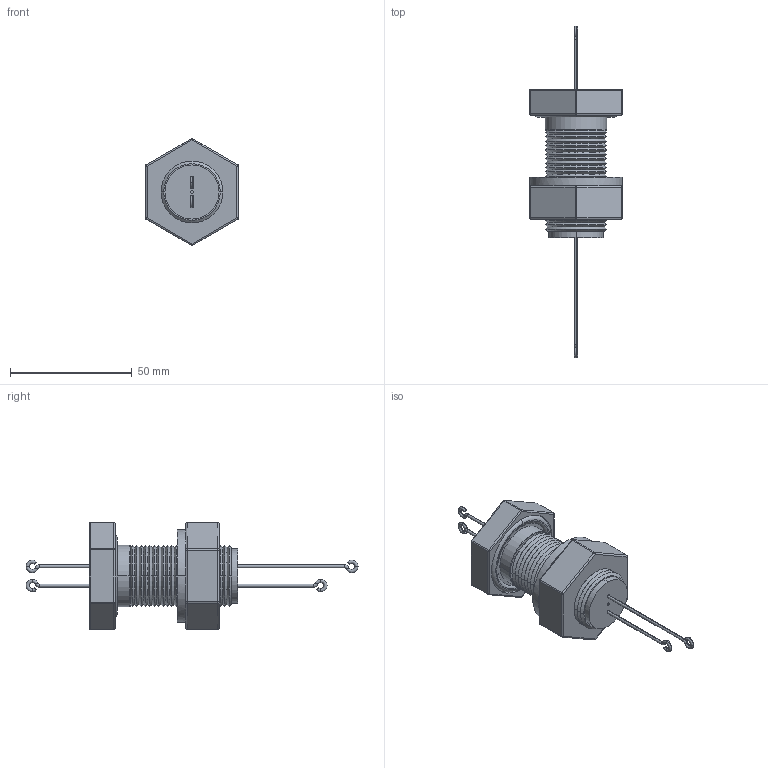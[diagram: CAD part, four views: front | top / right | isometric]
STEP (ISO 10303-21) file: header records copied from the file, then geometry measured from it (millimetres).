
FILE_DESCRIPTION (( 'STEP AP203' ), '1' );
FILE_NAME ('A0419-1-BP.STEP', '2013-04-09T11:23:18', ( '' ), ( '' ), 'SwSTEP 2.0', 'SolidWorks 2012', '' );
FILE_SCHEMA (( 'CONFIG_CONTROL_DESIGN' ));
Length unit declared in the file: inch
Products named in the file (1): A0419-1-BP
Bounding box: 38.1 x 136.15 x 43.84 mm (x, y, z)
Volume: 36769.5 mm3; surface area: 17989.8 mm2
Topology: 2 solids, 5 shells, 276 faces, 574 edges, 318 vertices
Faces by surface type: cylinder 96, cone 66, plane 52, torus 38, sphere 24
Entity records: 7237 total; most frequent: DIRECTION 1460, CARTESIAN_POINT 1145, ORIENTED_EDGE 1116, AXIS2_PLACEMENT_3D 625, EDGE_CURVE 558, CIRCLE 348, VERTEX_POINT 310, EDGE_LOOP 306
